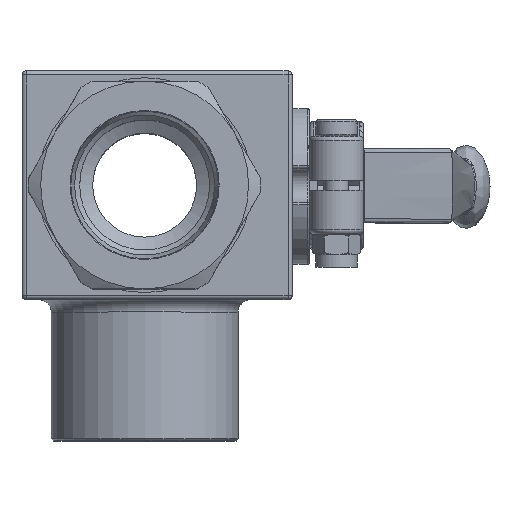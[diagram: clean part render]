
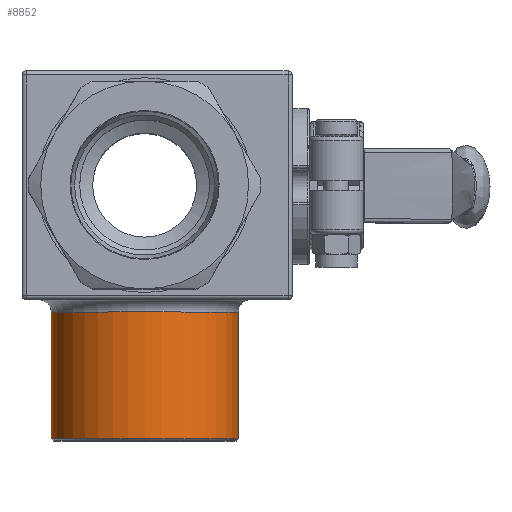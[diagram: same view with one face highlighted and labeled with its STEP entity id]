
A CAD part, top view. The second image highlights one B-rep face of the part: STEP entity #8852.
In plain terms, the highlighted cylindrical face has radius 22.5 mm (diameter 45 mm), a full revolution.
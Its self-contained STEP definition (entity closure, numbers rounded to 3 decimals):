
#361=CYLINDRICAL_SURFACE('',#9495,22.5);
#836=FACE_OUTER_BOUND('',#1341,.T.);
#1341=EDGE_LOOP('',(#6080,#6081,#6082,#6083,#6084));
#1880=LINE('',#13508,#2494);
#2494=VECTOR('',#10668,22.5);
#3144=CIRCLE('',#9491,22.5);
#3147=CIRCLE('',#9496,22.5);
#3148=CIRCLE('',#9497,22.5);
#3633=VERTEX_POINT('',#13498);
#3636=VERTEX_POINT('',#13507);
#3637=VERTEX_POINT('',#13509);
#4550=EDGE_CURVE('',#3633,#3633,#3144,.T.);
#4553=EDGE_CURVE('',#3633,#3636,#1880,.T.);
#4554=EDGE_CURVE('',#3637,#3636,#3147,.T.);
#4555=EDGE_CURVE('',#3636,#3637,#3148,.T.);
#6080=ORIENTED_EDGE('',*,*,#4550,.F.);
#6081=ORIENTED_EDGE('',*,*,#4553,.T.);
#6082=ORIENTED_EDGE('',*,*,#4554,.F.);
#6083=ORIENTED_EDGE('',*,*,#4555,.F.);
#6084=ORIENTED_EDGE('',*,*,#4553,.F.);
#8852=ADVANCED_FACE('',(#836),#361,.T.);
#9491=AXIS2_PLACEMENT_3D('',#13500,#10658,#10659);
#9495=AXIS2_PLACEMENT_3D('',#13506,#10666,#10667);
#9496=AXIS2_PLACEMENT_3D('',#13510,#10669,#10670);
#9497=AXIS2_PLACEMENT_3D('',#13511,#10671,#10672);
#10658=DIRECTION('center_axis',(0.,-1.,0.));
#10659=DIRECTION('ref_axis',(-1.,0.,0.));
#10666=DIRECTION('center_axis',(0.,-1.,0.));
#10667=DIRECTION('ref_axis',(-1.,0.,0.));
#10668=DIRECTION('',(0.,1.,0.));
#10669=DIRECTION('center_axis',(0.,1.,0.));
#10670=DIRECTION('ref_axis',(-1.,0.,0.));
#10671=DIRECTION('center_axis',(0.,1.,0.));
#10672=DIRECTION('ref_axis',(-1.,0.,0.));
#13498=CARTESIAN_POINT('',(22.5,-61.,0.));
#13500=CARTESIAN_POINT('Origin',(0.,-61.,0.));
#13506=CARTESIAN_POINT('Origin',(0.,-27.5,0.));
#13507=CARTESIAN_POINT('',(22.5,-30.5,0.));
#13508=CARTESIAN_POINT('',(22.5,-27.5,0.));
#13509=CARTESIAN_POINT('',(0.,-30.5,-22.5));
#13510=CARTESIAN_POINT('Origin',(0.,-30.5,0.));
#13511=CARTESIAN_POINT('Origin',(0.,-30.5,0.));
